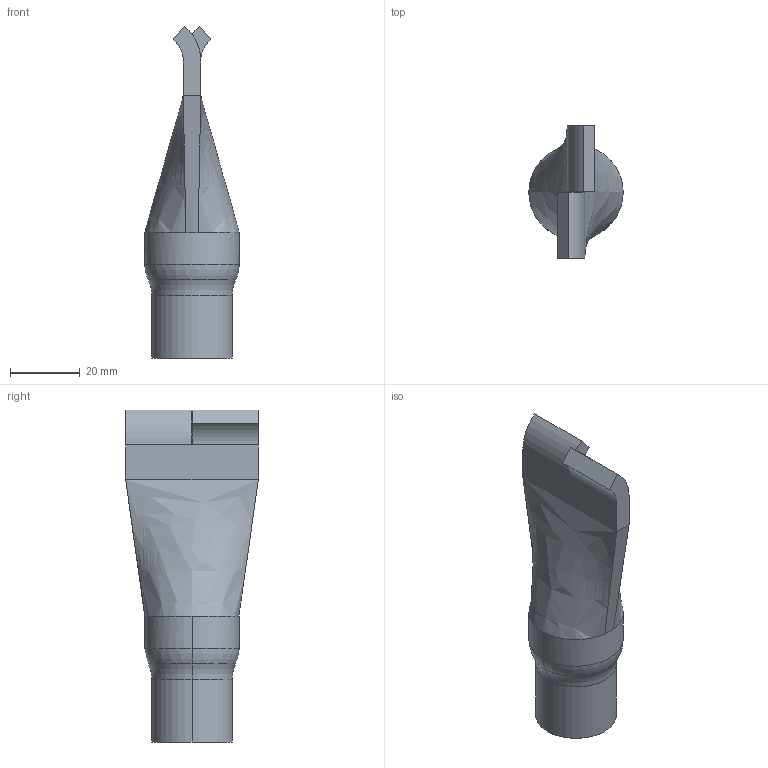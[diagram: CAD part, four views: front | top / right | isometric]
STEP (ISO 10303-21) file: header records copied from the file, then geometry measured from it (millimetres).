
FILE_DESCRIPTION (( 'STEP AP203' ), '1' );
FILE_NAME ('125-M20-MH.step', '2019-09-10T07:24:57', ( '' ), ( '' ), 'SwSTEP 2.0', 'SolidWorks 2015', '' );
FILE_SCHEMA (( 'CONFIG_CONTROL_DESIGN' ));
Length unit declared in the file: millimetre
Products named in the file (1): 125-M20-MH
Bounding box: 27 x 38 x 95 mm (x, y, z)
Volume: 19405.2 mm3; surface area: 12628.4 mm2
Topology: 1 solids, 1 shells, 279 faces, 735 edges, 474 vertices
Faces by surface type: plane 136, bspline 85, cylinder 48, torus 6, cone 4
Entity records: 15971 total; most frequent: CARTESIAN_POINT 9654, ORIENTED_EDGE 1470, DIRECTION 1025, EDGE_CURVE 735, VERTEX_POINT 474, LINE 369, VECTOR 369, AXIS2_PLACEMENT_3D 328
